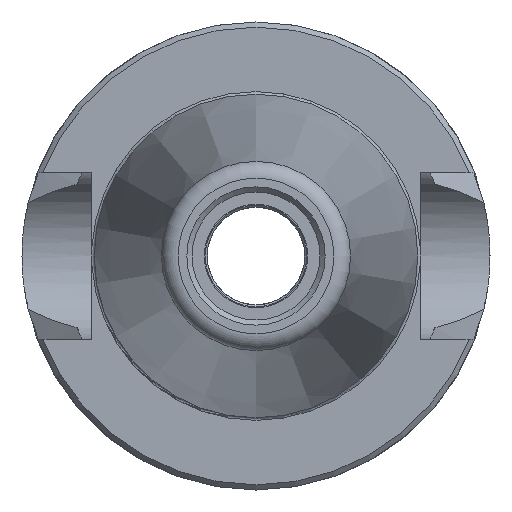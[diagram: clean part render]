
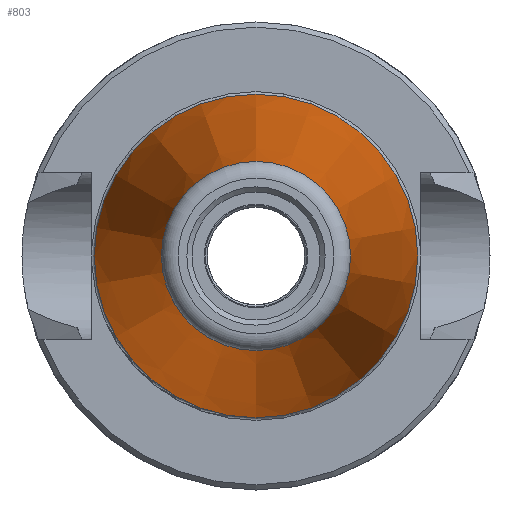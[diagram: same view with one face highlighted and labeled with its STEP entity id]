
A CAD part, left-side view. The second image highlights one B-rep face of the part: STEP entity #803.
In plain terms, the highlighted conical face has half-angle 7.973 degrees and reference radius 15.875 mm.
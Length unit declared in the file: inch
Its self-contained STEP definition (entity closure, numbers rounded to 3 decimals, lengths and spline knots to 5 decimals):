
#86=LINE('',#1337,#126);
#126=VECTOR('',#1082,0.625);
#161=CONICAL_SURFACE('',#898,0.625,0.139);
#199=FACE_OUTER_BOUND('',#255,.T.);
#255=EDGE_LOOP('',(#616,#617,#618,#619,#620,#621));
#310=CIRCLE('',#894,0.36534);
#311=CIRCLE('',#895,0.36534);
#313=CIRCLE('',#899,0.625);
#314=CIRCLE('',#900,0.625);
#367=VERTEX_POINT('',#1325);
#368=VERTEX_POINT('',#1327);
#370=VERTEX_POINT('',#1334);
#371=VERTEX_POINT('',#1335);
#458=EDGE_CURVE('',#367,#368,#310,.T.);
#459=EDGE_CURVE('',#368,#367,#311,.T.);
#461=EDGE_CURVE('',#370,#371,#313,.T.);
#462=EDGE_CURVE('',#371,#368,#86,.T.);
#463=EDGE_CURVE('',#371,#370,#314,.T.);
#616=ORIENTED_EDGE('',*,*,#461,.T.);
#617=ORIENTED_EDGE('',*,*,#462,.T.);
#618=ORIENTED_EDGE('',*,*,#458,.F.);
#619=ORIENTED_EDGE('',*,*,#459,.F.);
#620=ORIENTED_EDGE('',*,*,#462,.F.);
#621=ORIENTED_EDGE('',*,*,#463,.T.);
#803=ADVANCED_FACE('',(#199),#161,.T.);
#894=AXIS2_PLACEMENT_3D('',#1328,#1070,#1071);
#895=AXIS2_PLACEMENT_3D('',#1329,#1072,#1073);
#898=AXIS2_PLACEMENT_3D('',#1333,#1078,#1079);
#899=AXIS2_PLACEMENT_3D('',#1336,#1080,#1081);
#900=AXIS2_PLACEMENT_3D('',#1338,#1083,#1084);
#1070=DIRECTION('center_axis',(-1.,0.,0.));
#1071=DIRECTION('ref_axis',(0.,0.,-1.));
#1072=DIRECTION('center_axis',(-1.,0.,0.));
#1073=DIRECTION('ref_axis',(0.,0.,-1.));
#1078=DIRECTION('center_axis',(1.,0.,0.));
#1079=DIRECTION('ref_axis',(0.,0.,-1.));
#1080=DIRECTION('center_axis',(-1.,0.,0.));
#1081=DIRECTION('ref_axis',(0.,0.,1.));
#1082=DIRECTION('',(-0.99,0.,-0.139));
#1083=DIRECTION('center_axis',(-1.,0.,0.));
#1084=DIRECTION('ref_axis',(0.,0.,1.));
#1325=CARTESIAN_POINT('',(-1.85402,0.,-0.36534));
#1327=CARTESIAN_POINT('',(-1.85402,0.,0.36534));
#1328=CARTESIAN_POINT('Origin',(-1.85402,0.,0.));
#1329=CARTESIAN_POINT('Origin',(-1.85402,0.,0.));
#1333=CARTESIAN_POINT('Origin',(0.,0.,0.));
#1334=CARTESIAN_POINT('',(0.,0.,-0.625));
#1335=CARTESIAN_POINT('',(0.,0.,0.625));
#1336=CARTESIAN_POINT('Origin',(0.,0.,0.));
#1337=CARTESIAN_POINT('',(0.,0.,0.625));
#1338=CARTESIAN_POINT('Origin',(0.,0.,0.));
